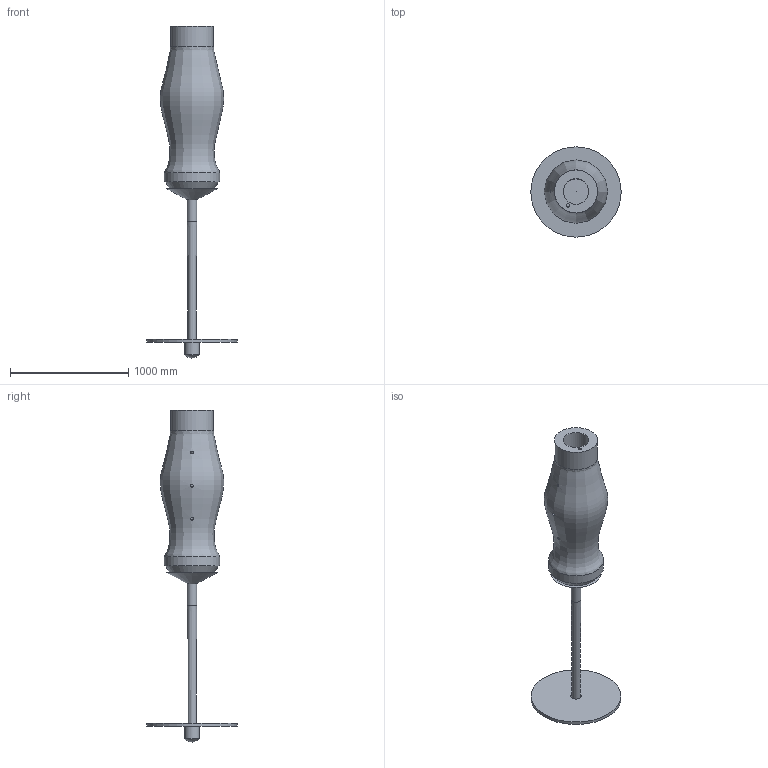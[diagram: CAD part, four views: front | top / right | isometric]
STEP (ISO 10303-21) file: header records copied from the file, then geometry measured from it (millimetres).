
FILE_DESCRIPTION(/* description */ ('STEP AP242','CAx-IF Rec.Pracs.---Representation and Presentation of Product Manufacturing Information (PMI)---4.0---2014-10-13','CAx-IF Rec.Pracs.---3D Tessellated Geometry---0.4---2014-09-14','2;1'),/* implementation_level */ '2;1');
FILE_NAME(/* name */ '61f6a94474beb127beddfb48',/* time_stamp */ '2022-01-30T15:05:41+00:00',/* author */ (''),/* organization */ (''),/* preprocessor_version */ 'ST-DEVELOPER v18.101',/* originating_system */ ' ',/* authorisation */ ' ');
FILE_SCHEMA (('AP242_MANAGED_MODEL_BASED_3D_ENGINEERING_MIM_LF { 1 0 10303 442 1 1 4 }'));
Length unit declared in the file: metre
Products named in the file (1): fuel
Bounding box: 764.74 x 764.74 x 2811.01 mm (x, y, z)
Volume: 172964682 mm3; surface area: 4737185.5 mm2
Topology: 1 solids, 1 shells, 38 faces, 69 edges, 45 vertices
Faces by surface type: cylinder 16, plane 14, cone 5, bspline 2, sphere 1
Full cylindrical faces by diameter (mm): 22.225 x7, 28.575 x1, 79.397 x1, 91.749 x1, 125.001 x1, 215.9 x1, 364.103 x1, 375.974 x1, 466.913 x1, 764.739 x1
Entity records: 3222 total; most frequent: CARTESIAN_POINT 2583, DIRECTION 134, FACE_BOUND 75, ORIENTED_EDGE 74, EDGE_LOOP 74, AXIS2_PLACEMENT_3D 67, VERTEX_POINT 38, ADVANCED_FACE 38
